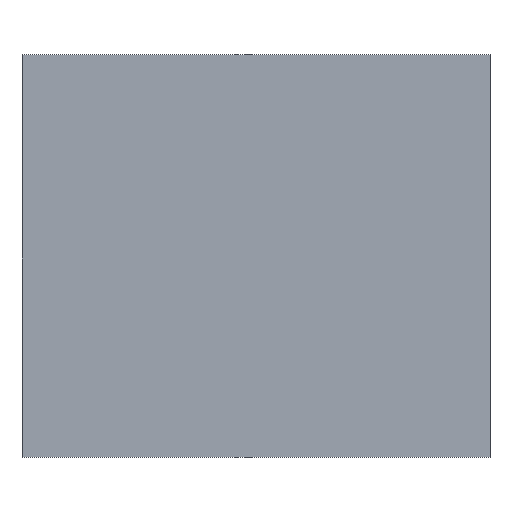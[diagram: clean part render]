
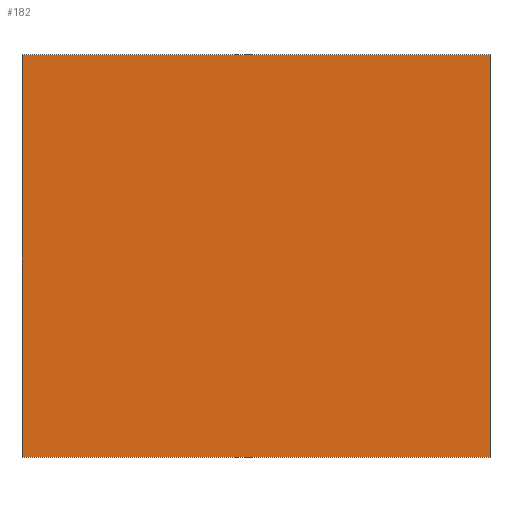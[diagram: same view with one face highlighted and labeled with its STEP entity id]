
A CAD part, top view. The second image highlights one B-rep face of the part: STEP entity #182.
In plain terms, the highlighted planar face has unit normal (0, 0, 1).
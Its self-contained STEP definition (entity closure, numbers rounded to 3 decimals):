
#1 = PLANE ( 'NONE',  #143 ) ;
#6 = CARTESIAN_POINT ( 'NONE',  ( 0., 0., 5. ) ) ;
#8 = EDGE_CURVE ( 'NONE', #233, #142, #108, .T. ) ;
#13 = DIRECTION ( 'NONE',  ( -1., 0., 0. ) ) ;
#15 = LINE ( 'NONE', #127, #220 ) ;
#16 = ORIENTED_EDGE ( 'NONE', *, *, #51, .T. ) ;
#23 = CARTESIAN_POINT ( 'NONE',  ( -587., -505., 5. ) ) ;
#25 = LINE ( 'NONE', #75, #125 ) ;
#38 = DIRECTION ( 'NONE',  ( 0., 0., -1. ) ) ;
#43 = CARTESIAN_POINT ( 'NONE',  ( -587., 505., 5. ) ) ;
#46 = ORIENTED_EDGE ( 'NONE', *, *, #173, .T. ) ;
#51 = EDGE_CURVE ( 'NONE', #164, #67, #15, .T. ) ;
#66 = VECTOR ( 'NONE', #223, 1000. ) ;
#67 = VERTEX_POINT ( 'NONE', #106 ) ;
#75 = CARTESIAN_POINT ( 'NONE',  ( -587., -505., 5. ) ) ;
#95 = FACE_OUTER_BOUND ( 'NONE', #236, .T. ) ;
#106 = CARTESIAN_POINT ( 'NONE',  ( 587., -505., 5. ) ) ;
#108 = LINE ( 'NONE', #43, #181 ) ;
#125 = VECTOR ( 'NONE', #201, 1000. ) ;
#126 = DIRECTION ( 'NONE',  ( 1., 0., 0. ) ) ;
#127 = CARTESIAN_POINT ( 'NONE',  ( -587., -505., 5. ) ) ;
#142 = VERTEX_POINT ( 'NONE', #187 ) ;
#143 = AXIS2_PLACEMENT_3D ( 'NONE', #6, #38, #207 ) ;
#152 = EDGE_CURVE ( 'NONE', #67, #233, #221, .T. ) ;
#157 = ORIENTED_EDGE ( 'NONE', *, *, #152, .T. ) ;
#164 = VERTEX_POINT ( 'NONE', #23 ) ;
#165 = CARTESIAN_POINT ( 'NONE',  ( 587., 505., 5. ) ) ;
#171 = ORIENTED_EDGE ( 'NONE', *, *, #8, .T. ) ;
#173 = EDGE_CURVE ( 'NONE', #142, #164, #25, .T. ) ;
#180 = CARTESIAN_POINT ( 'NONE',  ( 587., -505., 5. ) ) ;
#181 = VECTOR ( 'NONE', #13, 1000. ) ;
#182 = ADVANCED_FACE ( 'NONE', ( #95 ), #1, .F. ) ;
#187 = CARTESIAN_POINT ( 'NONE',  ( -587., 505., 5. ) ) ;
#201 = DIRECTION ( 'NONE',  ( 0., -1., 0. ) ) ;
#207 = DIRECTION ( 'NONE',  ( -1., 0., 0. ) ) ;
#220 = VECTOR ( 'NONE', #126, 1000. ) ;
#221 = LINE ( 'NONE', #180, #66 ) ;
#223 = DIRECTION ( 'NONE',  ( 0., 1., 0. ) ) ;
#233 = VERTEX_POINT ( 'NONE', #165 ) ;
#236 = EDGE_LOOP ( 'NONE', ( #157, #171, #46, #16 ) ) ;
